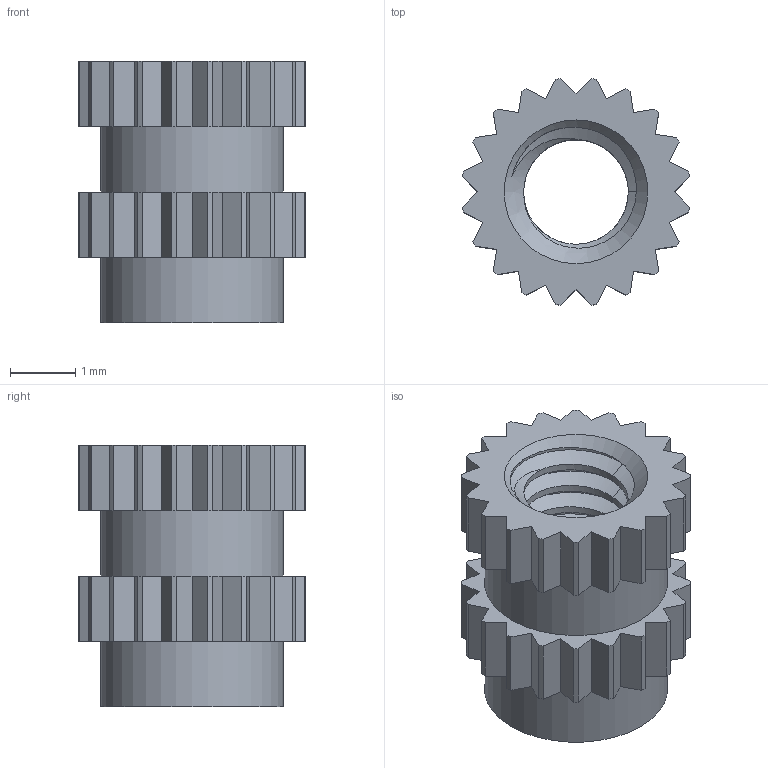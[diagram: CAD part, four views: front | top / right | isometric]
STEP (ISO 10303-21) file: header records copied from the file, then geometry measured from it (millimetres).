
FILE_DESCRIPTION(('FreeCAD Model'),'2;1');
FILE_NAME('Open CASCADE Shape Model','2023-06-14T17:20:02',(''),(''), 'Open CASCADE STEP processor 7.6','FreeCAD','Unknown');
FILE_SCHEMA(('AUTOMOTIVE_DESIGN { 1 0 10303 214 1 1 1 1 }'));
Length unit declared in the file: millimetre
Products named in the file (1): heat_staked_insert
Bounding box: 3.47 x 3.47 x 4 mm (x, y, z)
Volume: 18.8 mm3; surface area: 97.3 mm2
Topology: 1 solids, 1 shells, 183 faces, 493 edges, 315 vertices
Faces by surface type: plane 85, cylinder 73, bspline 22, cone 3
Full cylindrical faces by diameter (mm): 1.6 x8, 2.8 x2
Entity records: 9099 total; most frequent: CARTESIAN_POINT 4657, ORIENTED_EDGE 986, DIRECTION 820, EDGE_CURVE 493, VERTEX_POINT 315, LINE 314, VECTOR 314, AXIS2_PLACEMENT_3D 253
